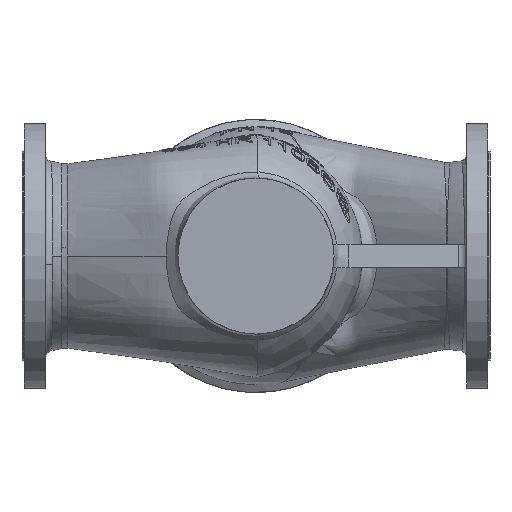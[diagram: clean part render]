
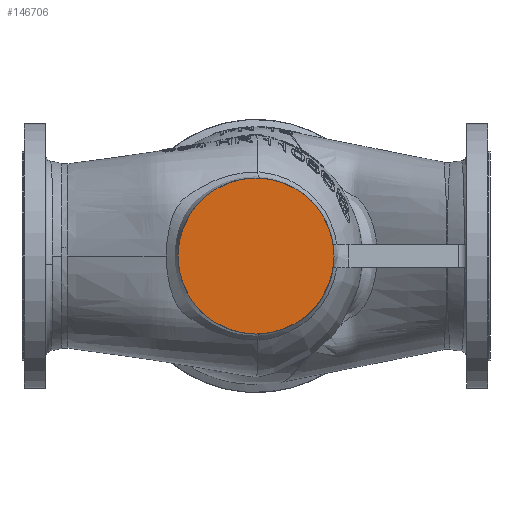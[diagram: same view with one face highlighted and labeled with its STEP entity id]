
A CAD part, front view. The second image highlights one B-rep face of the part: STEP entity #146706.
In plain terms, the highlighted planar face has unit normal (0, -1, 0).
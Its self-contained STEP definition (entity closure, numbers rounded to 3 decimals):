
#8005 = EDGE_CURVE ( 'NONE', #211412, #180034, #258427, .T. ) ;
#41415 = DIRECTION ( 'NONE',  ( 0., 1., 0. ) ) ;
#42154 = CARTESIAN_POINT ( 'NONE',  ( 0., -231., -100. ) ) ;
#45671 = DIRECTION ( 'NONE',  ( 0., 1., 0. ) ) ;
#60717 = CIRCLE ( 'NONE', #184206, 100. ) ;
#87598 = FACE_OUTER_BOUND ( 'NONE', #104336, .T. ) ;
#104336 = EDGE_LOOP ( 'NONE', ( #276732, #216967 ) ) ;
#119702 = DIRECTION ( 'NONE',  ( 0., 0., 1. ) ) ;
#146706 = ADVANCED_FACE ( 'NONE', ( #87598 ), #273038, .F. ) ;
#173488 = CARTESIAN_POINT ( 'NONE',  ( 0., -231., 0. ) ) ;
#177743 = CARTESIAN_POINT ( 'NONE',  ( 0., -231., 0. ) ) ;
#180034 = VERTEX_POINT ( 'NONE', #42154 ) ;
#184206 = AXIS2_PLACEMENT_3D ( 'NONE', #173488, #41415, #195671 ) ;
#184631 = AXIS2_PLACEMENT_3D ( 'NONE', #251793, #185300, #119702 ) ;
#185300 = DIRECTION ( 'NONE',  ( 0., 1., 0. ) ) ;
#195671 = DIRECTION ( 'NONE',  ( 0., 0., 1. ) ) ;
#199939 = DIRECTION ( 'NONE',  ( 0., 0., 1. ) ) ;
#205693 = AXIS2_PLACEMENT_3D ( 'NONE', #177743, #45671, #199939 ) ;
#211412 = VERTEX_POINT ( 'NONE', #235370 ) ;
#216967 = ORIENTED_EDGE ( 'NONE', *, *, #8005, .F. ) ;
#235370 = CARTESIAN_POINT ( 'NONE',  ( 0., -231., 100. ) ) ;
#250901 = EDGE_CURVE ( 'NONE', #180034, #211412, #60717, .T. ) ;
#251793 = CARTESIAN_POINT ( 'NONE',  ( 0., -231., 0. ) ) ;
#258427 = CIRCLE ( 'NONE', #205693, 100. ) ;
#273038 = PLANE ( 'NONE',  #184631 ) ;
#276732 = ORIENTED_EDGE ( 'NONE', *, *, #250901, .F. ) ;
